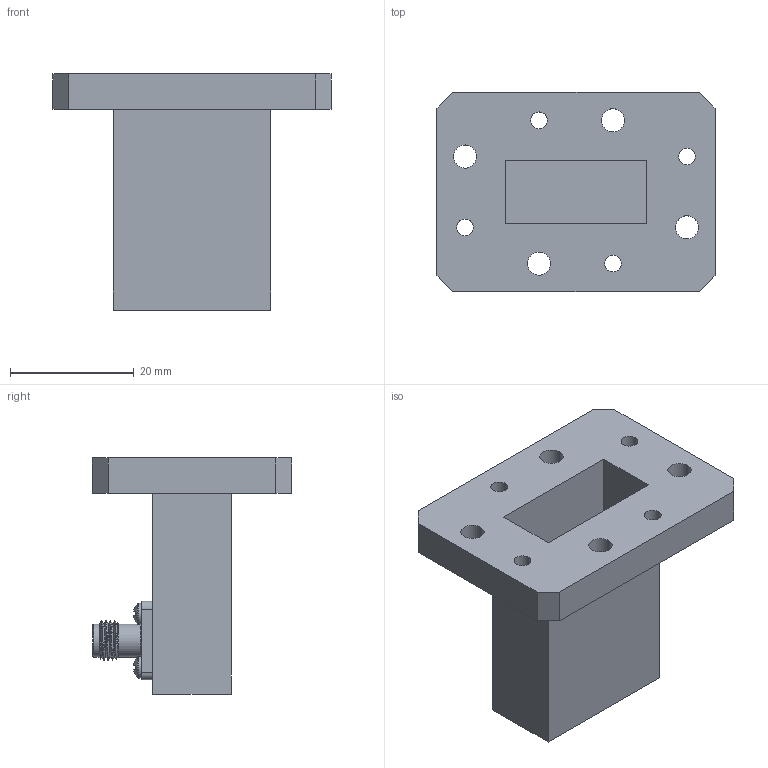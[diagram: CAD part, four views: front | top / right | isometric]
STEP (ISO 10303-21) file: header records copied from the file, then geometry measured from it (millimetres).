
FILE_DESCRIPTION (( 'STEP AP214' ), '1' );
FILE_NAME ('FMWCA1032_3D.step', '2025-05-22T14:45:08', ( '' ), ( '' ), 'SwSTEP 2.0', 'SolidWorks 2022', '' );
FILE_SCHEMA (( 'AUTOMOTIVE_DESIGN' ));
Length unit declared in the file: inch
Products named in the file (3): FMWCA1032^FMWCA1032; SMA FEMALE^FMWCA1032; FMWCA1032_3D
Assembly tree (2 placements, depth 2):
  FMWCA1032_3D
    FMWCA1032^FMWCA1032
    SMA FEMALE^FMWCA1032
Bounding box: 44.86 x 32.16 x 38.1 mm (x, y, z)
Volume: 10410.7 mm3; surface area: 9790.1 mm2
Topology: 11 solids, 11 shells, 273 faces, 714 edges, 471 vertices
Faces by surface type: plane 113, cylinder 95, cone 32, bspline 31, torus 2
Entity records: 14713 total; most frequent: CARTESIAN_POINT 8164, ORIENTED_EDGE 1428, DIRECTION 1181, EDGE_CURVE 714, VERTEX_POINT 471, AXIS2_PLACEMENT_3D 453, EDGE_LOOP 309, VECTOR 275
